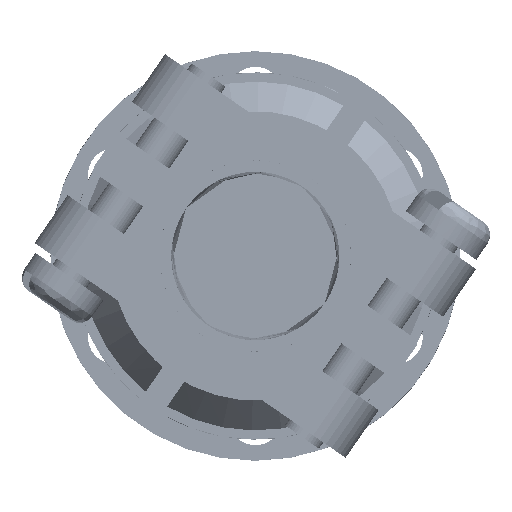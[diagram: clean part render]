
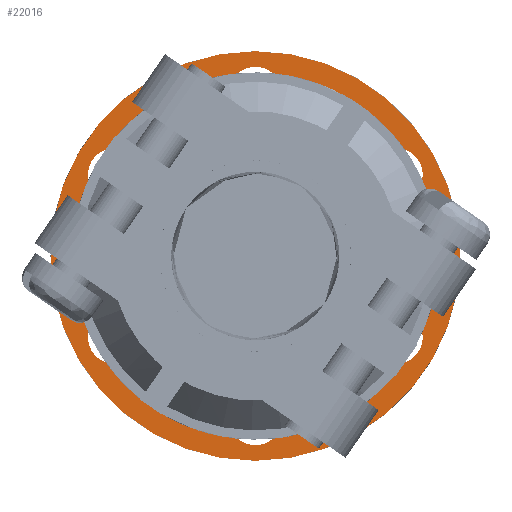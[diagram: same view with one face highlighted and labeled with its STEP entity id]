
A CAD part, left-side view. The second image highlights one B-rep face of the part: STEP entity #22016.
In plain terms, the highlighted planar face has unit normal (-1, 0, 0).
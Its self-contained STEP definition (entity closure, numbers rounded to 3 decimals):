
#22016=ADVANCED_FACE('',(#34387,#34388,#34389,#34390,#34391,#34392,#34393,#34394),#34395,.T.);
#34387=FACE_BOUND('',#56646,.T.);
#34388=FACE_BOUND('',#56647,.T.);
#34389=FACE_BOUND('',#56648,.T.);
#34390=FACE_BOUND('',#56649,.T.);
#34391=FACE_BOUND('',#56650,.T.);
#34392=FACE_BOUND('',#56651,.T.);
#34393=FACE_BOUND('',#56652,.T.);
#34394=FACE_OUTER_BOUND('',#56653,.T.);
#34395=PLANE('',#56654);
#56646=EDGE_LOOP('',(#77165,#77166));
#56647=EDGE_LOOP('',(#77167,#77168));
#56648=EDGE_LOOP('',(#77169,#77170));
#56649=EDGE_LOOP('',(#77171,#77172));
#56650=EDGE_LOOP('',(#77173,#77174));
#56651=EDGE_LOOP('',(#77175,#77176));
#56652=EDGE_LOOP('',(#77177,#77178));
#56653=EDGE_LOOP('',(#77179,#77180));
#56654=AXIS2_PLACEMENT_3D('',#77181,#77182,#77183);
#77165=ORIENTED_EDGE('',*,*,#85260,.T.);
#77166=ORIENTED_EDGE('',*,*,#89220,.T.);
#77167=ORIENTED_EDGE('',*,*,#86932,.T.);
#77168=ORIENTED_EDGE('',*,*,#90624,.T.);
#77169=ORIENTED_EDGE('',*,*,#91047,.T.);
#77170=ORIENTED_EDGE('',*,*,#89385,.T.);
#77171=ORIENTED_EDGE('',*,*,#86828,.T.);
#77172=ORIENTED_EDGE('',*,*,#90469,.T.);
#77173=ORIENTED_EDGE('',*,*,#92695,.T.);
#77174=ORIENTED_EDGE('',*,*,#94495,.T.);
#77175=ORIENTED_EDGE('',*,*,#94496,.T.);
#77176=ORIENTED_EDGE('',*,*,#92790,.T.);
#77177=ORIENTED_EDGE('',*,*,#94497,.F.);
#77178=ORIENTED_EDGE('',*,*,#87356,.F.);
#77179=ORIENTED_EDGE('',*,*,#94200,.T.);
#77180=ORIENTED_EDGE('',*,*,#86029,.T.);
#77181=CARTESIAN_POINT('',(178.537,91.74,0.));
#77182=DIRECTION('',(-1.0,0.0,-0.0));
#77183=DIRECTION('',(0.0,-1.0,0.));
#85260=EDGE_CURVE('',#103192,#103197,#103199,.T.);
#86029=EDGE_CURVE('',#104569,#104567,#104570,.T.);
#86828=EDGE_CURVE('',#106006,#106011,#106013,.T.);
#86932=EDGE_CURVE('',#106198,#106203,#106205,.T.);
#87356=EDGE_CURVE('',#106990,#106988,#106992,.T.);
#89220=EDGE_CURVE('',#103197,#103192,#110341,.T.);
#89385=EDGE_CURVE('',#110631,#110629,#110632,.T.);
#90469=EDGE_CURVE('',#106011,#106006,#112583,.T.);
#90624=EDGE_CURVE('',#106203,#106198,#112849,.T.);
#91047=EDGE_CURVE('',#110629,#110631,#113600,.T.);
#92695=EDGE_CURVE('',#116590,#116595,#116597,.T.);
#92790=EDGE_CURVE('',#116759,#116756,#116760,.T.);
#94200=EDGE_CURVE('',#104567,#104569,#119237,.T.);
#94495=EDGE_CURVE('',#116595,#116590,#119773,.T.);
#94496=EDGE_CURVE('',#116756,#116759,#119774,.T.);
#94497=EDGE_CURVE('',#106988,#106990,#119775,.T.);
#103192=VERTEX_POINT('',#137941);
#103197=VERTEX_POINT('',#137947);
#103199=CIRCLE('',#137950,2.2);
#104567=VERTEX_POINT('',#141228);
#104569=VERTEX_POINT('',#141231);
#104570=CIRCLE('',#141232,17.0);
#106006=VERTEX_POINT('',#144628);
#106011=VERTEX_POINT('',#144634);
#106013=CIRCLE('',#144637,2.2);
#106198=VERTEX_POINT('',#145122);
#106203=VERTEX_POINT('',#145128);
#106205=CIRCLE('',#145131,2.2);
#106988=VERTEX_POINT('',#147189);
#106990=VERTEX_POINT('',#147192);
#106992=CIRCLE('',#147195,9.5);
#110341=CIRCLE('',#155550,2.2);
#110629=VERTEX_POINT('',#156208);
#110631=VERTEX_POINT('',#156211);
#110632=CIRCLE('',#156212,2.2);
#112583=CIRCLE('',#160968,2.2);
#112849=CIRCLE('',#161464,2.2);
#113600=CIRCLE('',#162932,2.2);
#116590=VERTEX_POINT('',#170024);
#116595=VERTEX_POINT('',#170030);
#116597=CIRCLE('',#170033,2.2);
#116756=VERTEX_POINT('',#170253);
#116759=VERTEX_POINT('',#170257);
#116760=CIRCLE('',#170258,2.2);
#119237=CIRCLE('',#176543,17.0);
#119773=CIRCLE('',#177936,2.2);
#119774=CIRCLE('',#177937,2.2);
#119775=CIRCLE('',#177938,9.5);
#137941=CARTESIAN_POINT('',(178.537,116.682,-4.55));
#137947=CARTESIAN_POINT('',(178.537,116.682,-8.95));
#137950=AXIS2_PLACEMENT_3D('',#195982,#195983,#195984);
#141228=CARTESIAN_POINT('',(178.537,87.99,0.));
#141231=CARTESIAN_POINT('',(178.537,121.99,0.));
#141232=AXIS2_PLACEMENT_3D('',#196590,#196591,#196592);
#144628=CARTESIAN_POINT('',(178.537,93.299,8.95));
#144634=CARTESIAN_POINT('',(178.537,93.299,4.55));
#144637=AXIS2_PLACEMENT_3D('',#197167,#197168,#197169);
#145122=CARTESIAN_POINT('',(178.537,104.99,-11.3));
#145128=CARTESIAN_POINT('',(178.537,104.99,-15.7));
#145131=AXIS2_PLACEMENT_3D('',#197223,#197224,#197225);
#147189=CARTESIAN_POINT('',(178.537,95.49,0.));
#147192=CARTESIAN_POINT('',(178.537,114.49,0.));
#147195=AXIS2_PLACEMENT_3D('',#197396,#197397,#197398);
#155550=AXIS2_PLACEMENT_3D('',#198652,#198653,#198654);
#156208=CARTESIAN_POINT('',(178.537,93.299,-4.55));
#156211=CARTESIAN_POINT('',(178.537,93.299,-8.95));
#156212=AXIS2_PLACEMENT_3D('',#198762,#198763,#198764);
#160968=AXIS2_PLACEMENT_3D('',#199591,#199592,#199593);
#161464=AXIS2_PLACEMENT_3D('',#199715,#199716,#199717);
#162932=AXIS2_PLACEMENT_3D('',#200051,#200052,#200053);
#170024=CARTESIAN_POINT('',(178.537,104.99,15.7));
#170030=CARTESIAN_POINT('',(178.537,104.99,11.3));
#170033=AXIS2_PLACEMENT_3D('',#201279,#201280,#201281);
#170253=CARTESIAN_POINT('',(178.537,116.682,8.95));
#170257=CARTESIAN_POINT('',(178.537,116.682,4.55));
#170258=AXIS2_PLACEMENT_3D('',#201401,#201402,#201403);
#176543=AXIS2_PLACEMENT_3D('',#202557,#202558,#202559);
#177936=AXIS2_PLACEMENT_3D('',#202753,#202754,#202755);
#177937=AXIS2_PLACEMENT_3D('',#202756,#202757,#202758);
#177938=AXIS2_PLACEMENT_3D('',#202759,#202760,#202761);
#195982=CARTESIAN_POINT('',(178.537,116.682,-6.75));
#195983=DIRECTION('',(1.0,0.0,0.0));
#195984=DIRECTION('',(0.0,0.,1.0));
#196590=CARTESIAN_POINT('',(178.537,104.99,0.0));
#196591=DIRECTION('',(-1.0,0.0,-0.0));
#196592=DIRECTION('',(0.0,-1.0,0.));
#197167=CARTESIAN_POINT('',(178.537,93.299,6.75));
#197168=DIRECTION('',(1.0,0.0,0.0));
#197169=DIRECTION('',(0.0,0.,1.0));
#197223=CARTESIAN_POINT('',(178.537,104.99,-13.5));
#197224=DIRECTION('',(1.0,0.0,0.0));
#197225=DIRECTION('',(0.0,0.,1.0));
#197396=CARTESIAN_POINT('',(178.537,104.99,0.0));
#197397=DIRECTION('',(-1.0,0.0,-0.0));
#197398=DIRECTION('',(0.0,-1.0,0.));
#198652=CARTESIAN_POINT('',(178.537,116.682,-6.75));
#198653=DIRECTION('',(1.0,0.0,0.0));
#198654=DIRECTION('',(0.0,0.,1.0));
#198762=CARTESIAN_POINT('',(178.537,93.299,-6.75));
#198763=DIRECTION('',(1.0,0.0,0.0));
#198764=DIRECTION('',(0.0,0.,1.0));
#199591=CARTESIAN_POINT('',(178.537,93.299,6.75));
#199592=DIRECTION('',(1.0,0.0,0.0));
#199593=DIRECTION('',(0.0,0.,1.0));
#199715=CARTESIAN_POINT('',(178.537,104.99,-13.5));
#199716=DIRECTION('',(1.0,0.0,0.0));
#199717=DIRECTION('',(0.0,0.,1.0));
#200051=CARTESIAN_POINT('',(178.537,93.299,-6.75));
#200052=DIRECTION('',(1.0,0.0,0.0));
#200053=DIRECTION('',(0.0,0.,1.0));
#201279=CARTESIAN_POINT('',(178.537,104.99,13.5));
#201280=DIRECTION('',(1.0,0.0,0.0));
#201281=DIRECTION('',(0.0,0.,1.0));
#201401=CARTESIAN_POINT('',(178.537,116.682,6.75));
#201402=DIRECTION('',(1.0,0.0,0.0));
#201403=DIRECTION('',(0.0,0.,1.0));
#202557=CARTESIAN_POINT('',(178.537,104.99,0.0));
#202558=DIRECTION('',(-1.0,0.0,-0.0));
#202559=DIRECTION('',(0.0,-1.0,0.));
#202753=CARTESIAN_POINT('',(178.537,104.99,13.5));
#202754=DIRECTION('',(1.0,0.0,0.0));
#202755=DIRECTION('',(0.0,0.,1.0));
#202756=CARTESIAN_POINT('',(178.537,116.682,6.75));
#202757=DIRECTION('',(1.0,0.0,0.0));
#202758=DIRECTION('',(0.0,0.,1.0));
#202759=CARTESIAN_POINT('',(178.537,104.99,0.0));
#202760=DIRECTION('',(-1.0,0.0,-0.0));
#202761=DIRECTION('',(0.0,-1.0,0.));
